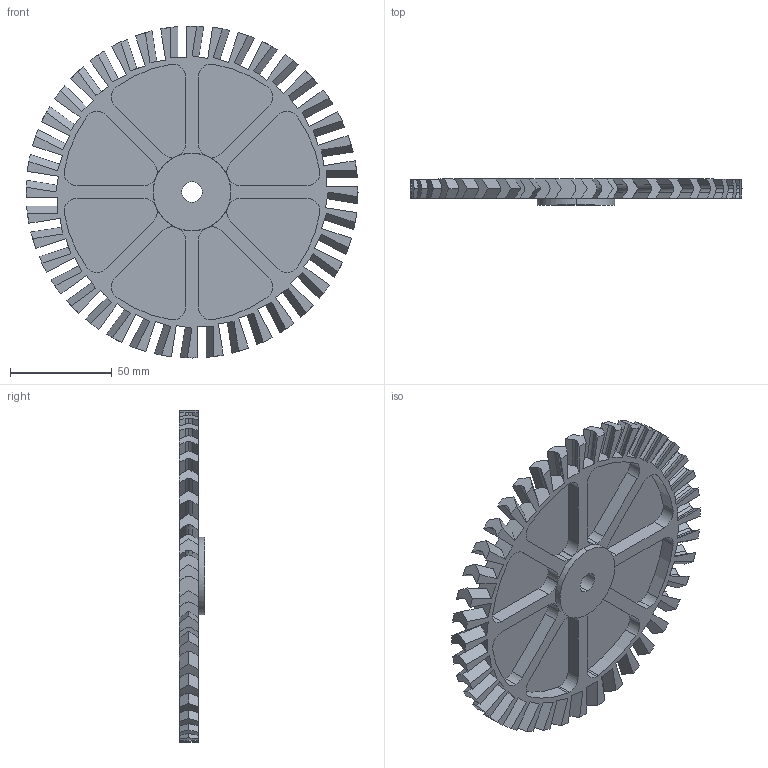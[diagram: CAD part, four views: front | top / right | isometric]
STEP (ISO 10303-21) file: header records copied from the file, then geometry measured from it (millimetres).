
FILE_DESCRIPTION (( 'STEP AP214' ), '1' );
FILE_NAME ('[TP] [Turb] Rotor5.STEP', '2024-04-01T09:21:41', ( '' ), ( '' ), 'SwSTEP 2.0', 'SolidWorks 2023', '' );
FILE_SCHEMA (( 'AUTOMOTIVE_DESIGN' ));
Length unit declared in the file: inch
Products named in the file (1): [TP] [Turb] Rotor5
Bounding box: 162.81 x 12.7 x 162.81 mm (x, y, z)
Volume: 93164.2 mm3; surface area: 58897.8 mm2
Topology: 1 solids, 1 shells, 399 faces, 1186 edges, 790 vertices
Faces by surface type: plane 227, cylinder 172
Entity records: 13873 total; most frequent: CARTESIAN_POINT 3496, ORIENTED_EDGE 2372, DIRECTION 2024, EDGE_CURVE 1186, VERTEX_POINT 790, AXIS2_PLACEMENT_3D 678, VECTOR 668, LINE 668
